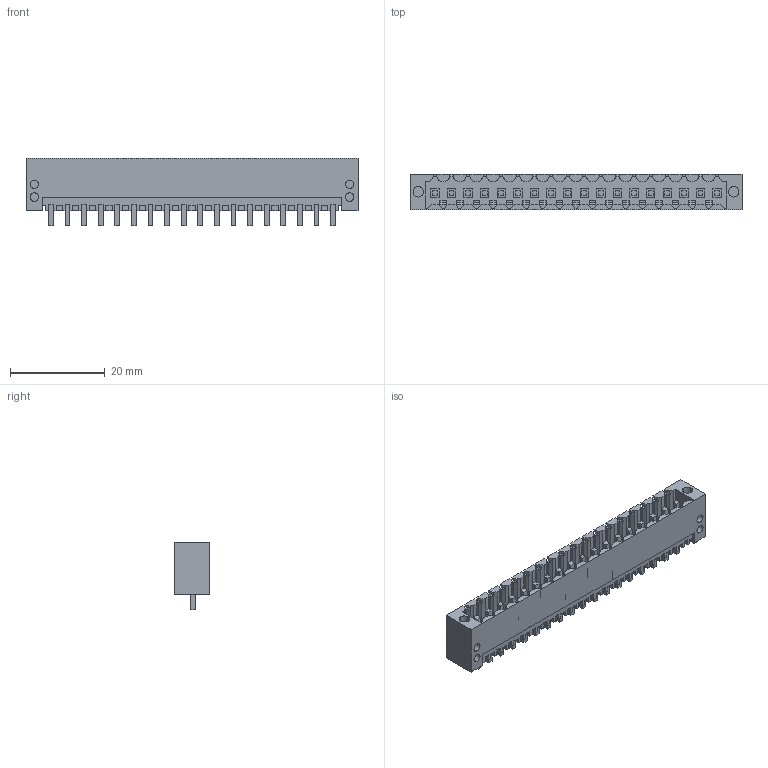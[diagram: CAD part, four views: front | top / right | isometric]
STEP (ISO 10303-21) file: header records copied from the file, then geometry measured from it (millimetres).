
FILE_DESCRIPTION(('CATIA V5 STEP Exchange','CAx-IF Rec.Pracs.--- Model Styling and Organization---1.2---2011-12-15'),'2;1');
FILE_NAME ('D1447637_0_1044070000_1044070000.stp','2018-03-14T17:34:53+00:00',('none'),('Weidmueller'),'CATIA Version 5-6 Release 2014','CATIA V5 STEP AP214','none');
FILE_SCHEMA(('AUTOMOTIVE_DESIGN { 1 0 10303 214 1 1 1 1 }'));
Length unit declared in the file: millimetre
Products named in the file (1): 1044070000
Bounding box: 70 x 7.45 x 14.25 mm (x, y, z)
Volume: 2441.3 mm3; surface area: 6365.9 mm2
Topology: 19 solids, 19 shells, 1416 faces, 4153 edges, 2824 vertices
Faces by surface type: plane 1268, cylinder 148
Entity records: 44350 total; most frequent: ORIENTED_EDGE 8306, CARTESIAN_POINT 8212, DIRECTION 5443, EDGE_CURVE 4153, VECTOR 3785, LINE 3785, VERTEX_POINT 2824, EDGE_LOOP 1501
